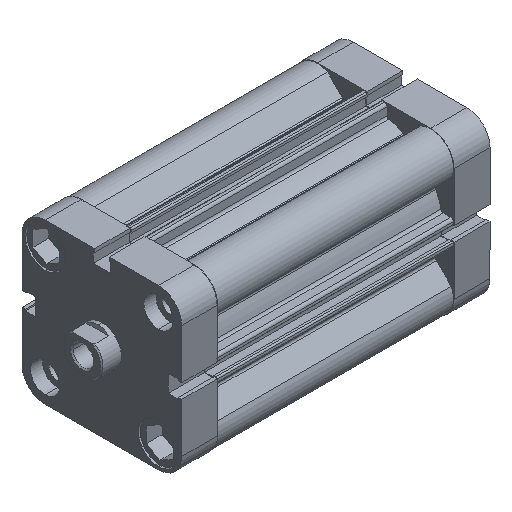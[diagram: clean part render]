
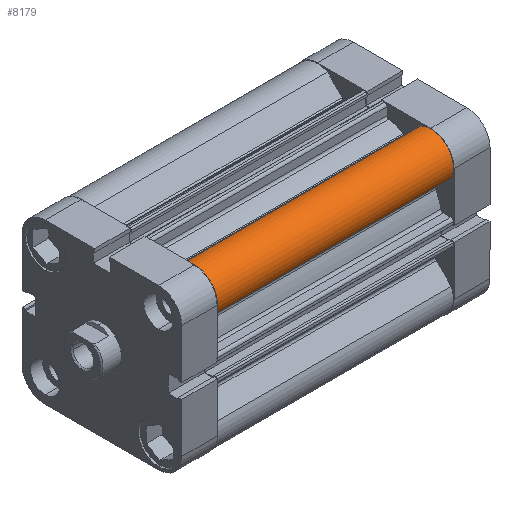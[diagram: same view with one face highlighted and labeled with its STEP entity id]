
A CAD part, isometric view. The second image highlights one B-rep face of the part: STEP entity #8179.
In plain terms, the highlighted cylindrical face has radius 9.25 mm (diameter 18.5 mm), a partial arc.
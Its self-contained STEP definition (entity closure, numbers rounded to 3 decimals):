
#222 = EDGE_CURVE ( 'NONE', #1225, #1108, #9826, .T. ) ;
#246 = EDGE_CURVE ( 'NONE', #1238, #1125, #9864, .T. ) ;
#430 = EDGE_CURVE ( 'NONE', #1108, #1125, #4475, .T. ) ;
#435 = EDGE_CURVE ( 'NONE', #1225, #1238, #4485, .T. ) ;
#515 = AXIS2_PLACEMENT_3D ( 'NONE', #2078, #2086, #2087 ) ;
#523 = AXIS2_PLACEMENT_3D ( 'NONE', #2144, #2145, #2146 ) ;
#1046 = AXIS2_PLACEMENT_3D ( 'NONE', #8626, #8618, #8621 ) ;
#1108 = VERTEX_POINT ( 'NONE', #3411 ) ;
#1125 = VERTEX_POINT ( 'NONE', #3427 ) ;
#1225 = VERTEX_POINT ( 'NONE', #3527 ) ;
#1238 = VERTEX_POINT ( 'NONE', #3540 ) ;
#2078 = CARTESIAN_POINT ( 'NONE',  ( 23.25, -23.25, 97. ) ) ;
#2086 = DIRECTION ( 'NONE',  ( 0., 0., 1. ) ) ;
#2087 = DIRECTION ( 'NONE',  ( -1., 0., 0. ) ) ;
#2144 = CARTESIAN_POINT ( 'NONE',  ( 23.25, -23.25, 0. ) ) ;
#2145 = DIRECTION ( 'NONE',  ( 0., 0., 1. ) ) ;
#2146 = DIRECTION ( 'NONE',  ( -1., 0., 0. ) ) ;
#3341 = CARTESIAN_POINT ( 'NONE',  ( 31.559, -19.184, 97. ) ) ;
#3342 = DIRECTION ( 'NONE',  ( 0., 0., -1. ) ) ;
#3351 = CARTESIAN_POINT ( 'NONE',  ( 19.184, -31.559, 97. ) ) ;
#3352 = DIRECTION ( 'NONE',  ( 0., 0., -1. ) ) ;
#3411 = CARTESIAN_POINT ( 'NONE',  ( 31.559, -19.184, 97. ) ) ;
#3427 = CARTESIAN_POINT ( 'NONE',  ( 31.559, -19.184, 0. ) ) ;
#3527 = CARTESIAN_POINT ( 'NONE',  ( 19.184, -31.559, 97. ) ) ;
#3540 = CARTESIAN_POINT ( 'NONE',  ( 19.184, -31.559, 0. ) ) ;
#4475 = LINE ( 'NONE', #3341, #4476 ) ;
#4476 = VECTOR ( 'NONE', #3342, 1000. ) ;
#4485 = LINE ( 'NONE', #3351, #4486 ) ;
#4486 = VECTOR ( 'NONE', #3352, 1000. ) ;
#6910 = CYLINDRICAL_SURFACE ( 'NONE', #1046, 9.25 ) ;
#6911 = FACE_OUTER_BOUND ( 'NONE', #8947, .T. ) ;
#7999 = ORIENTED_EDGE ( 'NONE', *, *, #435, .T. ) ;
#8000 = ORIENTED_EDGE ( 'NONE', *, *, #222, .F. ) ;
#8001 = ORIENTED_EDGE ( 'NONE', *, *, #430, .F. ) ;
#8002 = ORIENTED_EDGE ( 'NONE', *, *, #246, .T. ) ;
#8179 = ADVANCED_FACE ( 'NONE', ( #6911 ), #6910, .T. ) ;
#8618 = DIRECTION ( 'NONE',  ( 0., 0., -1. ) ) ;
#8621 = DIRECTION ( 'NONE',  ( -1., 0., 0. ) ) ;
#8626 = CARTESIAN_POINT ( 'NONE',  ( 23.25, -23.25, 97. ) ) ;
#8947 = EDGE_LOOP ( 'NONE', ( #8002, #8001, #8000, #7999 ) ) ;
#9826 = CIRCLE ( 'NONE', #515, 9.25 ) ;
#9864 = CIRCLE ( 'NONE', #523, 9.25 ) ;
